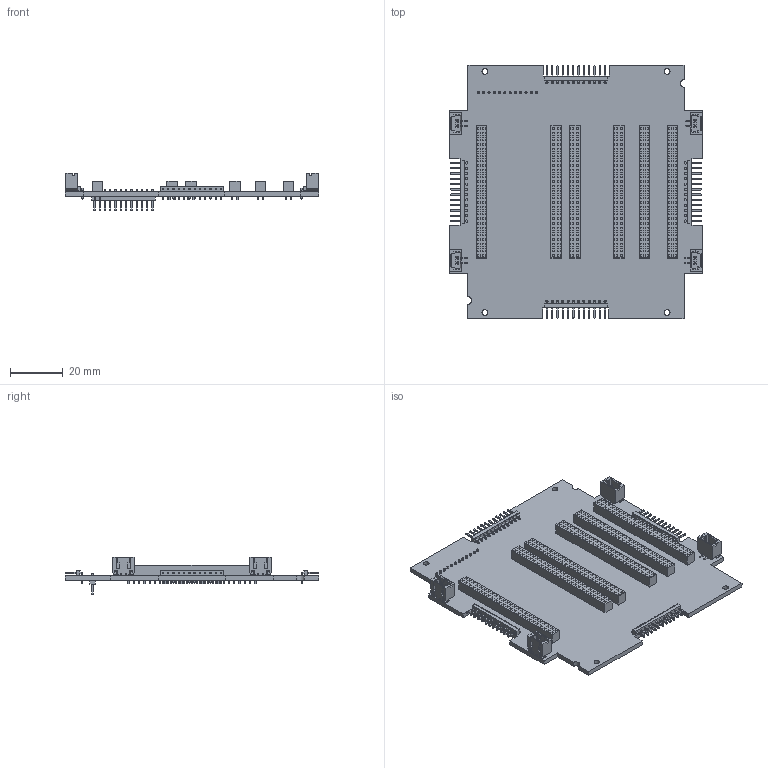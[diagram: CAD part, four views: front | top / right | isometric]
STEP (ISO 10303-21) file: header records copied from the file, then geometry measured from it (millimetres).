
FILE_DESCRIPTION(/* description */ (''),/* implementation_level */ '2;1');
FILE_NAME(/* name */ 'B4_EM_Back_Plane_Board v19.step',/* time_stamp */ '2021-05-20T07:27:36+09:00',/* author */ (''),/* organization */ (''),/* preprocessor_version */ 'ST-DEVELOPER v18.1',/* originating_system */ 'Autodesk Translation Framework v10.6.0.1341',/* authorisation */ '');
FILE_SCHEMA (('AUTOMOTIVE_DESIGN { 1 0 10303 214 3 1 1 }'));
Length unit declared in the file: millimetre
Products named in the file (6): B4_EM_Back_Plane_Board; B3_bottom_panel; Solar panel_M; B2_50pin; Solar panel_ML; MOLEX_554600272
Assembly tree (16 placements, depth 2):
  B4_EM_Back_Plane_Board
    B3_bottom_panel
    B2_50pin  x6
    MOLEX_554600272  x4
    Solar panel_ML  x4
    Solar panel_M
Bounding box: 96 x 96 x 14.2 mm (x, y, z)
Volume: 20102.6 mm3; surface area: 31385.8 mm2
Topology: 16 solids, 16 shells, 5020 faces, 11948 edges, 7688 vertices
Faces by surface type: plane 4426, cylinder 594
Full cylindrical faces by diameter (mm): 0.8 x60, 2.2 x4
Entity records: 35189 total; most frequent: CARTESIAN_POINT 5988, ORIENTED_EDGE 5806, DIRECTION 5751, EDGE_CURVE 2903, LINE 2553, VECTOR 2553, VERTEX_POINT 1836, AXIS2_PLACEMENT_3D 1599
